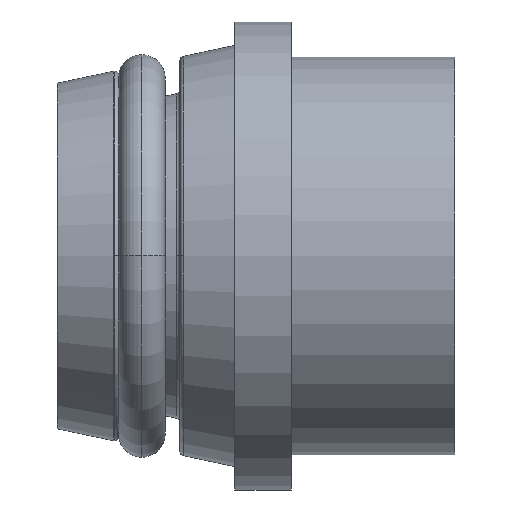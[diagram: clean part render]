
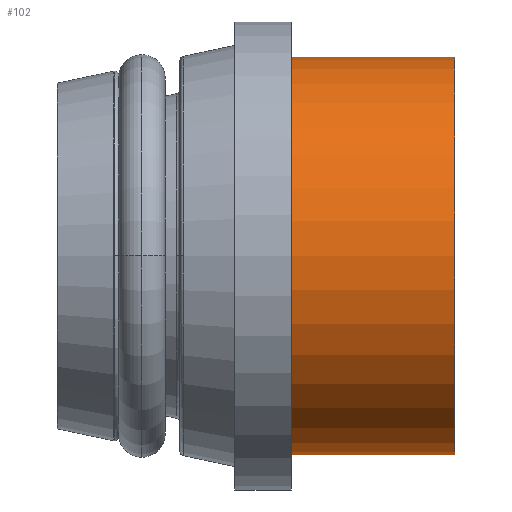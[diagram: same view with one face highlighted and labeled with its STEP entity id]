
A CAD part, top view. The second image highlights one B-rep face of the part: STEP entity #102.
In plain terms, the highlighted cylindrical face has radius 8.5 mm (diameter 17 mm), a partial arc.
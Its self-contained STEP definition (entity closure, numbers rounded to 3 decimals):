
#102 = ADVANCED_FACE( '', ( #168 ), #169, .T. );
#168 = FACE_OUTER_BOUND( '', #256, .T. );
#169 = CYLINDRICAL_SURFACE( '', #257, 8.5 );
#256 = EDGE_LOOP( '', ( #495, #496, #497, #498 ) );
#257 = AXIS2_PLACEMENT_3D( '', #499, #500, #501 );
#495 = ORIENTED_EDGE( '', *, *, #640, .T. );
#496 = ORIENTED_EDGE( '', *, *, #673, .F. );
#497 = ORIENTED_EDGE( '', *, *, #642, .T. );
#498 = ORIENTED_EDGE( '', *, *, #672, .T. );
#499 = CARTESIAN_POINT( '', ( 13.5, 0., 0. ) );
#500 = DIRECTION( '', ( 1., 0., 0. ) );
#501 = DIRECTION( '', ( 0., 1., 0. ) );
#640 = EDGE_CURVE( '', #831, #832, #833, .T. );
#642 = EDGE_CURVE( '', #836, #834, #837, .T. );
#672 = EDGE_CURVE( '', #834, #831, #880, .T. );
#673 = EDGE_CURVE( '', #836, #832, #881, .T. );
#831 = VERTEX_POINT( '', #996 );
#832 = VERTEX_POINT( '', #997 );
#833 = LINE( '', #998, #999 );
#834 = VERTEX_POINT( '', #1000 );
#836 = VERTEX_POINT( '', #1002 );
#837 = LINE( '', #1003, #1004 );
#880 = CIRCLE( '', #1059, 8.5 );
#881 = CIRCLE( '', #1060, 8.5 );
#996 = CARTESIAN_POINT( '', ( 17., 8.5, 0. ) );
#997 = CARTESIAN_POINT( '', ( 10., 8.5, 0. ) );
#998 = CARTESIAN_POINT( '', ( 13.5, 8.5, 0. ) );
#999 = VECTOR( '', #1220, 1. );
#1000 = CARTESIAN_POINT( '', ( 17., -8.5, 0. ) );
#1002 = CARTESIAN_POINT( '', ( 10., -8.5, 0. ) );
#1003 = CARTESIAN_POINT( '', ( 13.5, -8.5, 0. ) );
#1004 = VECTOR( '', #1224, 1. );
#1059 = AXIS2_PLACEMENT_3D( '', #1288, #1289, #1290 );
#1060 = AXIS2_PLACEMENT_3D( '', #1291, #1292, #1293 );
#1220 = DIRECTION( '', ( -1., 0., 0. ) );
#1224 = DIRECTION( '', ( 1., 0., 0. ) );
#1288 = CARTESIAN_POINT( '', ( 17., 0., 0. ) );
#1289 = DIRECTION( '', ( -1., 0., 0. ) );
#1290 = DIRECTION( '', ( 0., 1., 0. ) );
#1291 = CARTESIAN_POINT( '', ( 10., 0., 0. ) );
#1292 = DIRECTION( '', ( -1., 0., 0. ) );
#1293 = DIRECTION( '', ( 0., 1., 0. ) );
